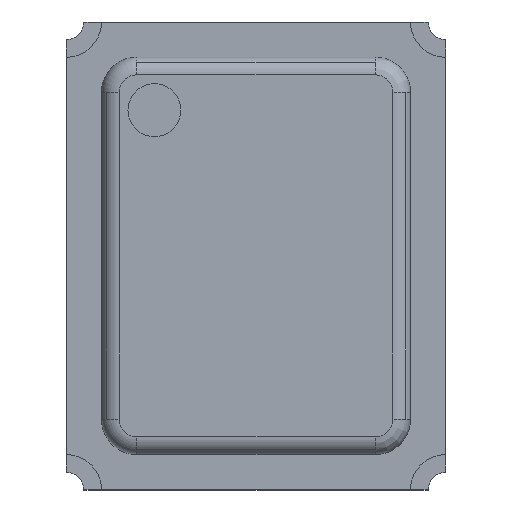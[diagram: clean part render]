
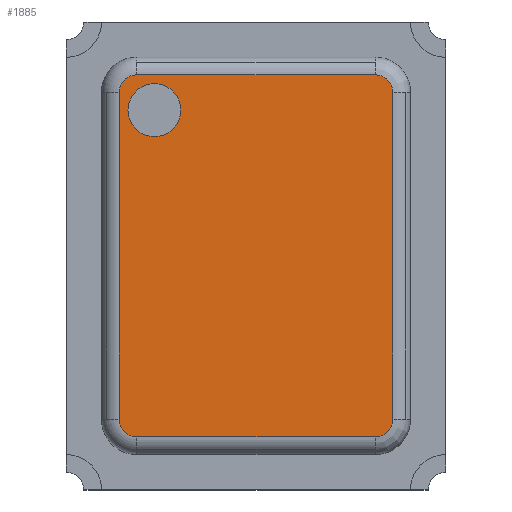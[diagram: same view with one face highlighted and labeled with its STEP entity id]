
A CAD part, top view. The second image highlights one B-rep face of the part: STEP entity #1885.
In plain terms, the highlighted planar face has unit normal (0, 0, 1).
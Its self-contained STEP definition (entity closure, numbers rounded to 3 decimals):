
#1077=CARTESIAN_POINT('',(-0.425,0.825,0.8));
#1078=VERTEX_POINT('',#1077);
#1094=CARTESIAN_POINT('',(-0.725,0.825,0.8));
#1095=VERTEX_POINT('',#1094);
#1102=CARTESIAN_POINT('',(-0.575,0.825,0.8));
#1103=DIRECTION('',(0.0,0.0,-1.0));
#1104=DIRECTION('',(1.0,0.0,0.0));
#1105=AXIS2_PLACEMENT_3D('',#1102,#1103,#1104);
#1106=CIRCLE('',#1105,0.15);
#1107=EDGE_CURVE('',#1078,#1095,#1106,.T.);
#1295=CARTESIAN_POINT('',(-0.675,1.025,0.8));
#1296=VERTEX_POINT('',#1295);
#1304=CARTESIAN_POINT('',(0.675,1.025,0.8));
#1305=VERTEX_POINT('',#1304);
#1306=CARTESIAN_POINT('',(-0.675,1.025,0.8));
#1307=DIRECTION('',(1.0,0.0,0.0));
#1308=VECTOR('',#1307,1.35);
#1309=LINE('',#1306,#1308);
#1310=EDGE_CURVE('',#1296,#1305,#1309,.T.);
#1337=CARTESIAN_POINT('',(-0.775,-0.925,0.8));
#1338=VERTEX_POINT('',#1337);
#1346=CARTESIAN_POINT('',(-0.775,0.925,0.8));
#1347=VERTEX_POINT('',#1346);
#1348=CARTESIAN_POINT('',(-0.775,-0.925,0.8));
#1349=DIRECTION('',(0.0,1.0,0.0));
#1350=VECTOR('',#1349,1.85);
#1351=LINE('',#1348,#1350);
#1352=EDGE_CURVE('',#1338,#1347,#1351,.T.);
#1379=CARTESIAN_POINT('',(0.775,0.925,0.8));
#1380=VERTEX_POINT('',#1379);
#1388=CARTESIAN_POINT('',(0.775,-0.925,0.8));
#1389=VERTEX_POINT('',#1388);
#1390=CARTESIAN_POINT('',(0.775,0.925,0.8));
#1391=DIRECTION('',(0.0,-1.0,0.0));
#1392=VECTOR('',#1391,1.85);
#1393=LINE('',#1390,#1392);
#1394=EDGE_CURVE('',#1380,#1389,#1393,.T.);
#1421=CARTESIAN_POINT('',(0.675,-1.025,0.8));
#1422=VERTEX_POINT('',#1421);
#1430=CARTESIAN_POINT('',(-0.675,-1.025,0.8));
#1431=VERTEX_POINT('',#1430);
#1432=CARTESIAN_POINT('',(0.675,-1.025,0.8));
#1433=DIRECTION('',(-1.0,0.0,0.0));
#1434=VECTOR('',#1433,1.35);
#1435=LINE('',#1432,#1434);
#1436=EDGE_CURVE('',#1422,#1431,#1435,.T.);
#1540=CARTESIAN_POINT('',(0.675,-0.925,0.8));
#1541=DIRECTION('',(0.,0.,-1.));
#1542=DIRECTION('',(0.707,-0.707,0.));
#1543=AXIS2_PLACEMENT_3D('',#1540,#1541,#1542);
#1544=CIRCLE('',#1543,0.1);
#1545=EDGE_CURVE('',#1389,#1422,#1544,.T.);
#1585=CARTESIAN_POINT('',(-0.675,-0.925,0.8));
#1586=DIRECTION('',(0.,0.,-1.));
#1587=DIRECTION('',(-0.707,-0.707,0.));
#1588=AXIS2_PLACEMENT_3D('',#1585,#1586,#1587);
#1589=CIRCLE('',#1588,0.1);
#1590=EDGE_CURVE('',#1431,#1338,#1589,.T.);
#1704=CARTESIAN_POINT('',(0.675,0.925,0.8));
#1705=DIRECTION('',(0.,0.,-1.));
#1706=DIRECTION('',(0.707,0.707,0.));
#1707=AXIS2_PLACEMENT_3D('',#1704,#1705,#1706);
#1708=CIRCLE('',#1707,0.1);
#1709=EDGE_CURVE('',#1305,#1380,#1708,.T.);
#1749=CARTESIAN_POINT('',(-0.675,0.925,0.8));
#1750=DIRECTION('',(0.,0.,-1.));
#1751=DIRECTION('',(-0.707,0.707,0.));
#1752=AXIS2_PLACEMENT_3D('',#1749,#1750,#1751);
#1753=CIRCLE('',#1752,0.1);
#1754=EDGE_CURVE('',#1347,#1296,#1753,.T.);
#1860=CARTESIAN_POINT('',(0.,0.,0.8));
#1861=DIRECTION('',(0.0,0.0,1.0));
#1862=DIRECTION('',(0.0,1.0,0.0));
#1863=AXIS2_PLACEMENT_3D('',#1860,#1861,#1862);
#1864=PLANE('',#1863);
#1865=ORIENTED_EDGE('',*,*,#1436,.F.);
#1866=ORIENTED_EDGE('',*,*,#1545,.F.);
#1867=ORIENTED_EDGE('',*,*,#1394,.F.);
#1868=ORIENTED_EDGE('',*,*,#1709,.F.);
#1869=ORIENTED_EDGE('',*,*,#1310,.F.);
#1870=ORIENTED_EDGE('',*,*,#1754,.F.);
#1871=ORIENTED_EDGE('',*,*,#1352,.F.);
#1872=ORIENTED_EDGE('',*,*,#1590,.F.);
#1873=EDGE_LOOP('',(#1865,#1866,#1867,#1868,#1869,#1870,#1871,#1872));
#1874=FACE_OUTER_BOUND('',#1873,.T.);
#1875=ORIENTED_EDGE('',*,*,#1107,.T.);
#1876=CARTESIAN_POINT('',(-0.575,0.825,0.8));
#1877=DIRECTION('',(0.0,0.0,-1.0));
#1878=DIRECTION('',(1.0,0.0,0.0));
#1879=AXIS2_PLACEMENT_3D('',#1876,#1877,#1878);
#1880=CIRCLE('',#1879,0.15);
#1881=EDGE_CURVE('',#1095,#1078,#1880,.T.);
#1882=ORIENTED_EDGE('',*,*,#1881,.T.);
#1883=EDGE_LOOP('',(#1875,#1882));
#1884=FACE_BOUND('',#1883,.T.);
#1885=ADVANCED_FACE('',(#1874,#1884),#1864,.T.);
